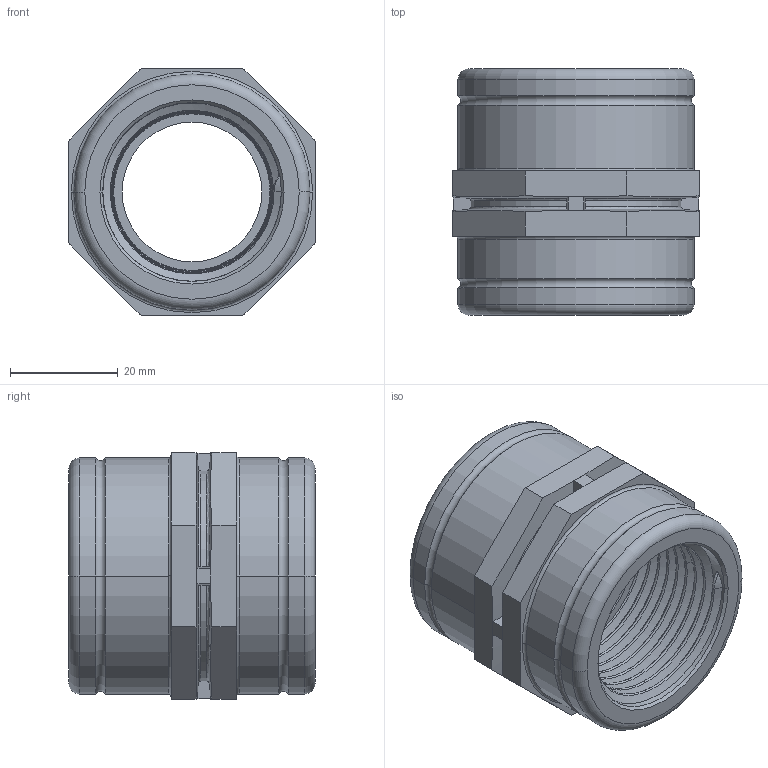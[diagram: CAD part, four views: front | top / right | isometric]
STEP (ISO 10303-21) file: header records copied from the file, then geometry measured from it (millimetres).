
FILE_DESCRIPTION((''),'2;1');
FILE_NAME('ART_7520000E','2017-12-01T',('tecnico4'),(''),'CREO PARAMETRIC BY PTC INC, 2016050','CREO PARAMETRIC BY PTC INC, 2016050','');
FILE_SCHEMA(('CONFIG_CONTROL_DESIGN'));
Length unit declared in the file: millimetre
Products named in the file (1): ART_7520000E
Bounding box: 45.8 x 45.8 x 45.8 mm (x, y, z)
Volume: 36214.8 mm3; surface area: 16435.7 mm2
Topology: 1 solids, 1 shells, 134 faces, 352 edges, 228 vertices
Faces by surface type: cone 46, plane 34, torus 22, bspline 18, cylinder 14
Entity records: 9766 total; most frequent: CARTESIAN_POINT 6748, ORIENTED_EDGE 696, DIRECTION 494, EDGE_CURVE 348, VERTEX_POINT 220, AXIS2_PLACEMENT_3D 189, B_SPLINE_CURVE_WITH_KNOTS 164, EDGE_LOOP 140
